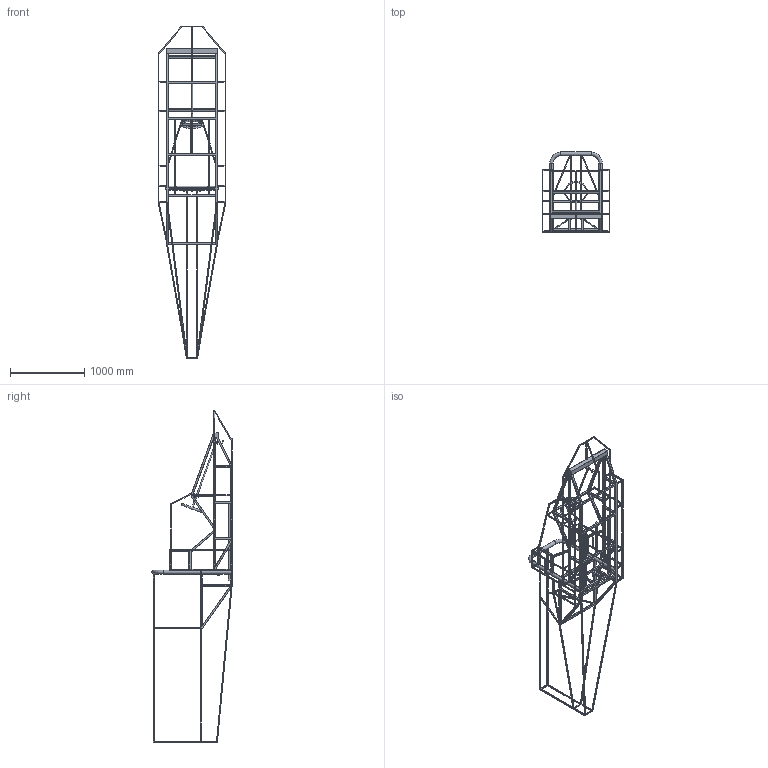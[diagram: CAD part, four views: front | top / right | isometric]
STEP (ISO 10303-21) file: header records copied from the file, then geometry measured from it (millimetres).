
FILE_DESCRIPTION(/* description */ (''),/* implementation_level */ '2;1');
FILE_NAME(/* name */ 'the_car.stp',/* time_stamp */ '2020-03-24T12:45:56-04:00',/* author */ ('dakch'),/* organization */ (''),/* preprocessor_version */ 'ST-DEVELOPER v17',/* originating_system */ 'Autodesk Inventor 2018',/* authorisation */ '');
FILE_SCHEMA (('AUTOMOTIVE_DESIGN { 1 0 10303 214 3 1 1 }'));
Length unit declared in the file: inch
Products named in the file (1): new chassis aluminum
Bounding box: 914.4 x 1079.5 x 4470.02 mm (x, y, z)
Volume: 11627652.5 mm3; surface area: 8602852.7 mm2
Topology: 1 solids, 2 shells, 713 faces, 2375 edges, 1484 vertices
Faces by surface type: plane 666, cylinder 41, torus 6
Full cylindrical faces by diameter (mm): 8 x2, 9.525 x1, 12.573 x2, 15.875 x2, 19.05 x4, 47.498 x3, 50.8 x1
Entity records: 25773 total; most frequent: ORIENTED_EDGE 4740, CARTESIAN_POINT 4604, DIRECTION 3988, EDGE_CURVE 2370, LINE 2156, VECTOR 2156, VERTEX_POINT 1474, AXIS2_PLACEMENT_3D 916
